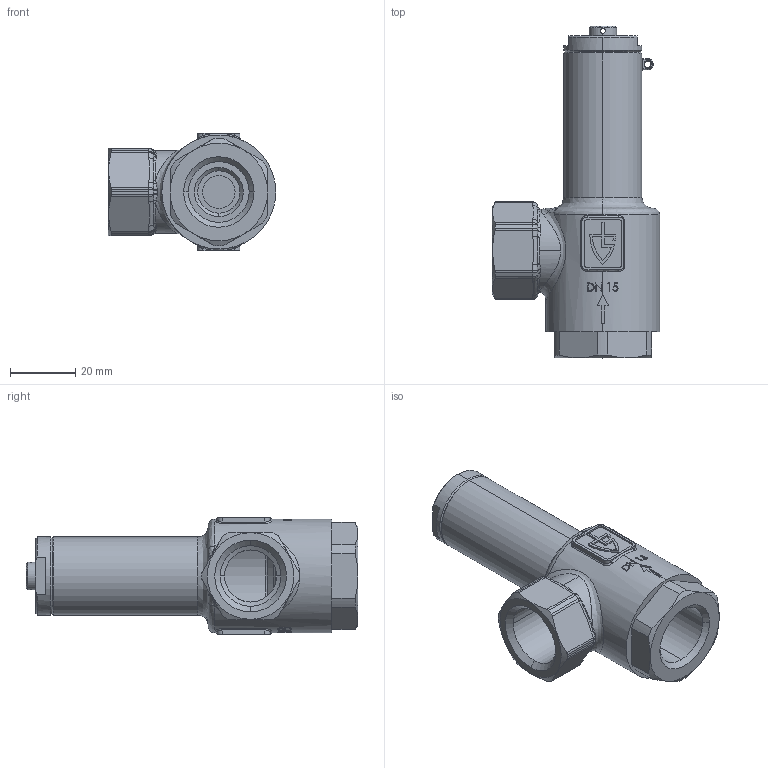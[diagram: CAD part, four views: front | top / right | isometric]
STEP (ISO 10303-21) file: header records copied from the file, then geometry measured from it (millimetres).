
FILE_DESCRIPTION (( 'STEP AP214' ), '1' );
FILE_NAME ('417 1-2 Dummy.STEP', '2011-08-11T06:09:45', ( 'Blankenhorn' ), ( '' ), 'SwSTEP 2.0', 'SolidWorks 2011', '' );
FILE_SCHEMA (( 'AUTOMOTIVE_DESIGN' ));
Length unit declared in the file: millimetre
Products named in the file (1): 417 1-2 Dummy
Bounding box: 51.5 x 102 x 36 mm (x, y, z)
Volume: 43382 mm3; surface area: 24833.6 mm2
Topology: 4 solids, 4 shells, 556 faces, 1412 edges, 890 vertices
Faces by surface type: plane 190, cylinder 159, bspline 159, cone 48
Entity records: 31769 total; most frequent: CARTESIAN_POINT 13010, ORIENTED_EDGE 2824, DIRECTION 2382, EDGE_CURVE 1412, AXIS2_PLACEMENT_3D 901, VERTEX_POINT 890, EDGE_LOOP 596, VECTOR 580
